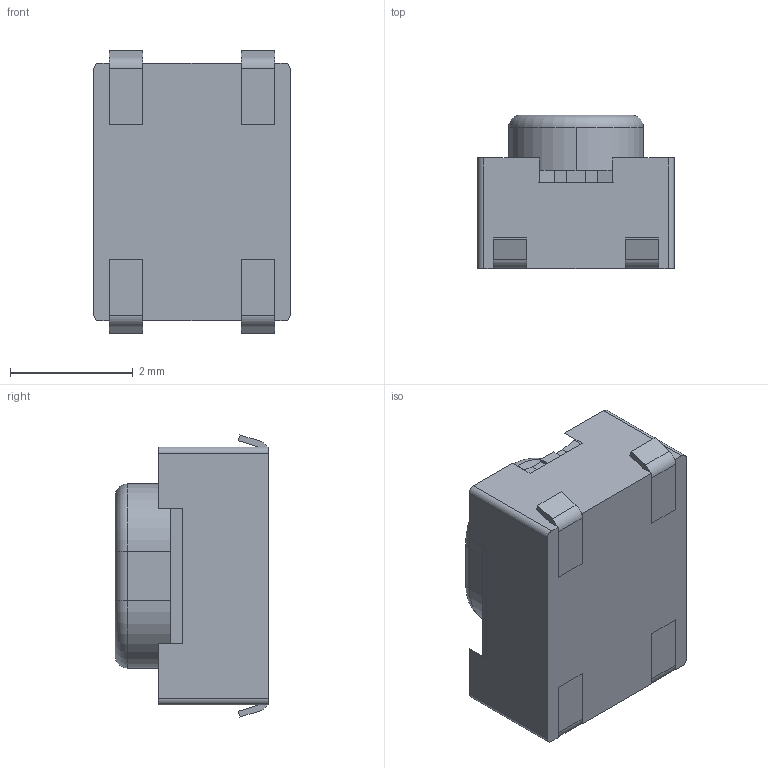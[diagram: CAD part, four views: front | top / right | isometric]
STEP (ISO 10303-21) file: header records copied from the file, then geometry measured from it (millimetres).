
FILE_DESCRIPTION (( 'STEP AP214' ), '1' );
FILE_NAME ('4341x30258x6_black.STEP', '2021-02-28T01:41:45', ( '' ), ( '' ), 'SwSTEP 2.0', 'SolidWorks 2020', '' );
FILE_SCHEMA (( 'AUTOMOTIVE_DESIGN' ));
Length unit declared in the file: millimetre
Products named in the file (6): Download_STP_4341x30258x6_rev1.stp; Terminal.stp; 4341x30258x6_black; Cover.stp; Stem.stp; Frame.stp
Assembly tree (8 placements, depth 3):
  4341x30258x6_black
    Download_STP_4341x30258x6_rev1.stp
      Frame.stp
      Cover.stp
      Stem.stp
      Terminal.stp  x4
Bounding box: 3.2 x 2.5 x 4.6 mm (x, y, z)
Volume: 28.3 mm3; surface area: 107 mm2
Topology: 7 solids, 7 shells, 145 faces, 383 edges, 254 vertices
Faces by surface type: plane 112, cylinder 30, torus 3
Entity records: 3846 total; most frequent: CARTESIAN_POINT 644, DIRECTION 626, ORIENTED_EDGE 622, EDGE_CURVE 311, VECTOR 250, LINE 250, VERTEX_POINT 206, AXIS2_PLACEMENT_3D 188
